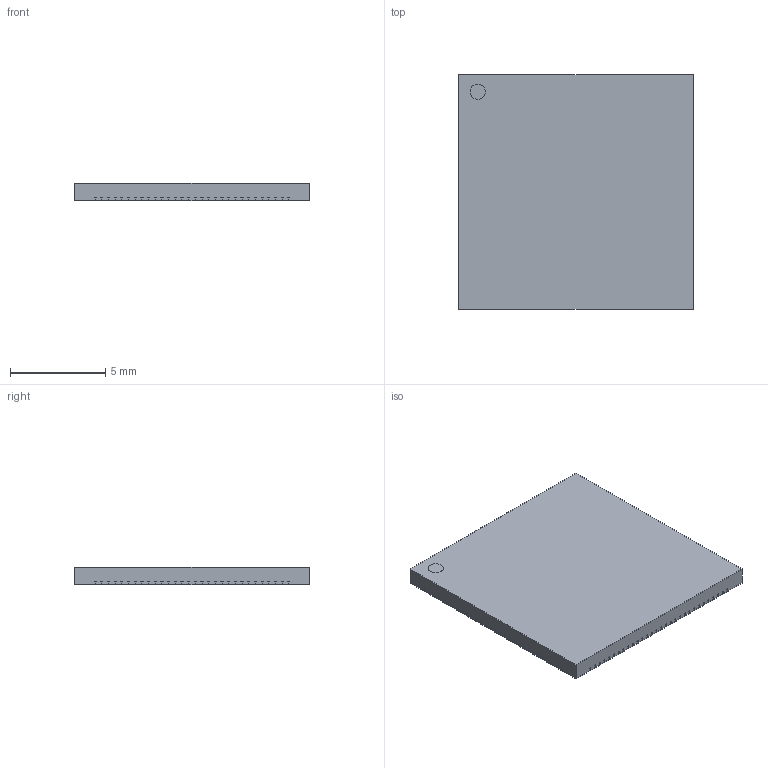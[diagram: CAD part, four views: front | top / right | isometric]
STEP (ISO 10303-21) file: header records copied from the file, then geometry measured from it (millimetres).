
FILE_DESCRIPTION(('FreeCAD Model'),'2;1');
FILE_NAME('Open CASCADE Shape Model','2024-09-23T00:46:52',(''),(''), 'Open CASCADE STEP processor 7.6','FreeCAD','Unknown');
FILE_SCHEMA(('AUTOMOTIVE_DESIGN { 1 0 10303 214 1 1 1 1 }'));
Length unit declared in the file: millimetre
Products named in the file (1): Part001
Bounding box: 12.3 x 12.3 x 0.9 mm (x, y, z)
Volume: 136.2 mm3; surface area: 499.8 mm2
Topology: 123 solids, 123 shells, 1824 faces, 4368 edges, 2912 vertices
Faces by surface type: cylinder 962, plane 862
Full cylindrical faces by diameter (mm): 0.8 x2
Entity records: 55431 total; most frequent: DIRECTION 9942, CARTESIAN_POINT 9105, ORIENTED_EDGE 8736, EDGE_CURVE 4368, AXIS2_PLACEMENT_3D 3749, VERTEX_POINT 2912, LINE 2444, VECTOR 2444
